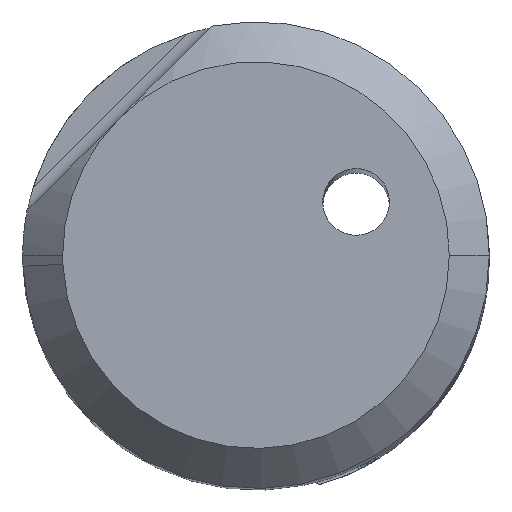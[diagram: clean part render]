
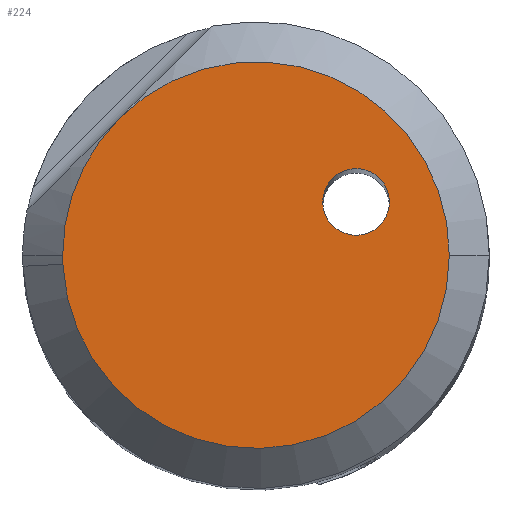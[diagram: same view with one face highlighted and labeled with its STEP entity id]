
A CAD part, top view. The second image highlights one B-rep face of the part: STEP entity #224.
In plain terms, the highlighted planar face has unit normal (0, 0, 1).
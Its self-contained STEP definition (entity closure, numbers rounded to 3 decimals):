
#133=AXIS2_PLACEMENT_3D('Circle Axis2P3D',#131,#132,$) ;
#179=AXIS2_PLACEMENT_3D('Plane Axis2P3D',#176,#177,#178) ;
#183=AXIS2_PLACEMENT_3D('Circle Axis2P3D',#181,#182,$) ;
#190=AXIS2_PLACEMENT_3D('Circle Axis2P3D',#188,#189,$) ;
#197=AXIS2_PLACEMENT_3D('Circle Axis2P3D',#195,#196,$) ;
#208=AXIS2_PLACEMENT_3D('Circle Axis2P3D',#206,#207,$) ;
#217=AXIS2_PLACEMENT_3D('Circle Axis2P3D',#215,#216,$) ;
#131=CARTESIAN_POINT('Axis2P3D Location',(0.,0.,0.)) ;
#135=CARTESIAN_POINT('Vertex',(-2.051,2.051,0.)) ;
#137=CARTESIAN_POINT('Vertex',(2.9,0.,0.)) ;
#176=CARTESIAN_POINT('Axis2P3D Location',(0.7,0.,0.)) ;
#181=CARTESIAN_POINT('Axis2P3D Location',(0.,0.,0.)) ;
#185=CARTESIAN_POINT('Vertex',(-2.9,0.,0.)) ;
#188=CARTESIAN_POINT('Axis2P3D Location',(0.,0.,0.)) ;
#192=CARTESIAN_POINT('Vertex',(-2.897,-0.137,0.)) ;
#195=CARTESIAN_POINT('Axis2P3D Location',(0.,0.,0.)) ;
#206=CARTESIAN_POINT('Axis2P3D Location',(1.501,0.798,0.)) ;
#210=CARTESIAN_POINT('Vertex',(1.057,1.029,0.)) ;
#212=CARTESIAN_POINT('Vertex',(1.945,0.568,0.)) ;
#215=CARTESIAN_POINT('Axis2P3D Location',(1.501,0.798,0.)) ;
#132=DIRECTION('Axis2P3D Direction',(0.,0.,-1.)) ;
#177=DIRECTION('Axis2P3D Direction',(0.,0.,-1.)) ;
#178=DIRECTION('Axis2P3D XDirection',(-1.,0.,0.)) ;
#182=DIRECTION('Axis2P3D Direction',(0.,0.,-1.)) ;
#189=DIRECTION('Axis2P3D Direction',(0.,0.,-1.)) ;
#196=DIRECTION('Axis2P3D Direction',(0.,0.,-1.)) ;
#207=DIRECTION('Axis2P3D Direction',(0.,0.,-1.)) ;
#216=DIRECTION('Axis2P3D Direction',(0.,0.,-1.)) ;
#201=ORIENTED_EDGE('',*,*,#139,.F.) ;
#202=ORIENTED_EDGE('',*,*,#187,.F.) ;
#203=ORIENTED_EDGE('',*,*,#194,.F.) ;
#204=ORIENTED_EDGE('',*,*,#199,.F.) ;
#221=ORIENTED_EDGE('',*,*,#214,.T.) ;
#222=ORIENTED_EDGE('',*,*,#219,.T.) ;
#223=FACE_BOUND('',#220,.T.) ;
#224=ADVANCED_FACE('NOCUT',(#205,#223),#180,.F.) ;
#134=CIRCLE('generated circle',#133,2.9) ;
#184=CIRCLE('generated circle',#183,2.9) ;
#191=CIRCLE('generated circle',#190,2.9) ;
#198=CIRCLE('generated circle',#197,2.9) ;
#209=CIRCLE('generated circle',#208,0.5) ;
#218=CIRCLE('generated circle',#217,0.5) ;
#139=EDGE_CURVE('',#136,#138,#134,.T.) ;
#187=EDGE_CURVE('',#186,#136,#184,.T.) ;
#194=EDGE_CURVE('',#193,#186,#191,.T.) ;
#199=EDGE_CURVE('',#138,#193,#198,.T.) ;
#214=EDGE_CURVE('',#211,#213,#209,.T.) ;
#219=EDGE_CURVE('',#213,#211,#218,.T.) ;
#200=EDGE_LOOP('',(#201,#202,#203,#204)) ;
#220=EDGE_LOOP('',(#221,#222)) ;
#205=FACE_OUTER_BOUND('',#200,.T.) ;
#180=PLANE('',#179) ;
#136=VERTEX_POINT('',#135) ;
#138=VERTEX_POINT('',#137) ;
#186=VERTEX_POINT('',#185) ;
#193=VERTEX_POINT('',#192) ;
#211=VERTEX_POINT('',#210) ;
#213=VERTEX_POINT('',#212) ;
